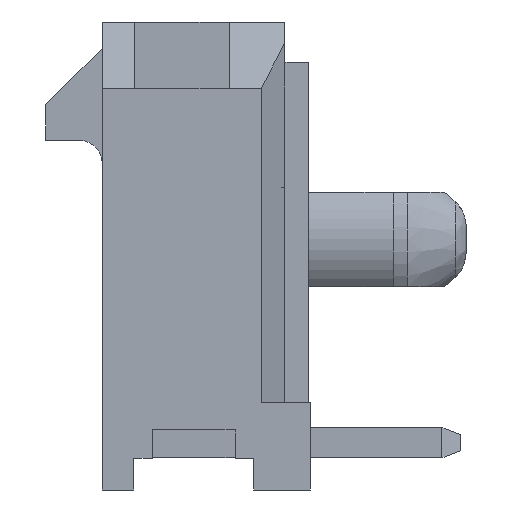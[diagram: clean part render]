
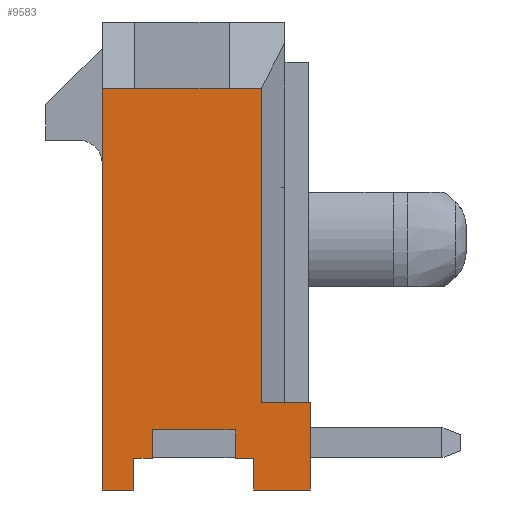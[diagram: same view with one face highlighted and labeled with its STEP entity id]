
A CAD part, left-side view. The second image highlights one B-rep face of the part: STEP entity #9583.
In plain terms, the highlighted planar face has unit normal (-1, 0, 0).
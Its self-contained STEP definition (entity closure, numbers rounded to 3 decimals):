
#785=DIRECTION('',(0.,-1.,0.));
#786=VECTOR('',#785,1.75);
#787=CARTESIAN_POINT('',(-19.825,0.875,-3.68));
#788=LINE('',#787,#786);
#789=DIRECTION('',(0.,0.,-1.));
#790=VECTOR('',#789,0.6);
#791=CARTESIAN_POINT('',(-19.825,0.875,-3.68));
#792=LINE('',#791,#790);
#793=DIRECTION('',(0.,1.,0.));
#794=VECTOR('',#793,0.395);
#795=CARTESIAN_POINT('',(-19.825,0.875,-4.28));
#796=LINE('',#795,#794);
#797=DIRECTION('',(0.,0.,-1.));
#798=VECTOR('',#797,0.67);
#799=CARTESIAN_POINT('',(-19.825,1.27,-4.28));
#800=LINE('',#799,#798);
#801=DIRECTION('',(0.,1.,0.));
#802=VECTOR('',#801,0.66);
#803=CARTESIAN_POINT('',(-19.825,1.27,-4.95));
#804=LINE('',#803,#802);
#805=DIRECTION('',(0.,0.,1.));
#806=VECTOR('',#805,8.5);
#807=CARTESIAN_POINT('',(-19.825,1.93,-4.95));
#808=LINE('',#807,#806);
#809=DIRECTION('',(0.,1.,0.));
#810=VECTOR('',#809,0.68);
#811=CARTESIAN_POINT('',(-19.825,1.25,3.55));
#812=LINE('',#811,#810);
#813=DIRECTION('',(0.,1.,0.));
#814=VECTOR('',#813,2.);
#815=CARTESIAN_POINT('',(-19.825,-0.75,3.55));
#816=LINE('',#815,#814);
#817=DIRECTION('',(0.,1.,0.));
#818=VECTOR('',#817,0.68);
#819=CARTESIAN_POINT('',(-19.825,-1.43,3.55));
#820=LINE('',#819,#818);
#821=DIRECTION('',(0.,0.,1.));
#822=VECTOR('',#821,6.65);
#823=CARTESIAN_POINT('',(-19.825,-1.43,-3.1));
#824=LINE('',#823,#822);
#825=DIRECTION('',(0.,0.,-1.));
#826=VECTOR('',#825,1.85);
#827=CARTESIAN_POINT('',(-19.825,-2.47,-3.1));
#828=LINE('',#827,#826);
#829=DIRECTION('',(0.,1.,0.));
#830=VECTOR('',#829,1.2);
#831=CARTESIAN_POINT('',(-19.825,-2.47,-4.95));
#832=LINE('',#831,#830);
#833=DIRECTION('',(0.,0.,1.));
#834=VECTOR('',#833,0.67);
#835=CARTESIAN_POINT('',(-19.825,-1.27,-4.95));
#836=LINE('',#835,#834);
#837=DIRECTION('',(0.,1.,0.));
#838=VECTOR('',#837,0.395);
#839=CARTESIAN_POINT('',(-19.825,-1.27,-4.28));
#840=LINE('',#839,#838);
#841=DIRECTION('',(0.,0.,-1.));
#842=VECTOR('',#841,0.6);
#843=CARTESIAN_POINT('',(-19.825,-0.875,-3.68));
#844=LINE('',#843,#842);
#2129=DIRECTION('',(0.,1.,0.));
#2130=VECTOR('',#2129,1.04);
#2131=CARTESIAN_POINT('',(-19.825,-2.47,-3.1));
#2132=LINE('',#2131,#2130);
#6537=CARTESIAN_POINT('',(-19.825,-2.47,-3.1));
#6538=CARTESIAN_POINT('',(-19.825,-2.47,-4.95));
#6539=VERTEX_POINT('',#6537);
#6540=VERTEX_POINT('',#6538);
#6541=CARTESIAN_POINT('',(-19.825,-1.27,-4.95));
#6542=VERTEX_POINT('',#6541);
#6549=CARTESIAN_POINT('',(-19.825,-1.27,-4.28));
#6550=VERTEX_POINT('',#6549);
#6551=CARTESIAN_POINT('',(-19.825,1.27,-4.28));
#6552=CARTESIAN_POINT('',(-19.825,1.27,-4.95));
#6553=VERTEX_POINT('',#6551);
#6554=VERTEX_POINT('',#6552);
#6555=CARTESIAN_POINT('',(-19.825,1.93,-4.95));
#6556=VERTEX_POINT('',#6555);
#6581=CARTESIAN_POINT('',(-19.825,-0.75,3.55));
#6582=CARTESIAN_POINT('',(-19.825,1.25,3.55));
#6583=VERTEX_POINT('',#6581);
#6584=VERTEX_POINT('',#6582);
#6635=CARTESIAN_POINT('',(-19.825,-0.875,-4.28));
#6637=VERTEX_POINT('',#6635);
#6639=CARTESIAN_POINT('',(-19.825,0.875,-4.28));
#6641=VERTEX_POINT('',#6639);
#6681=CARTESIAN_POINT('',(-19.825,0.875,-3.68));
#6683=VERTEX_POINT('',#6681);
#6967=CARTESIAN_POINT('',(-19.825,1.93,3.55));
#6969=VERTEX_POINT('',#6967);
#6983=CARTESIAN_POINT('',(-19.825,-1.43,3.55));
#6984=VERTEX_POINT('',#6983);
#6987=CARTESIAN_POINT('',(-19.825,-0.875,-3.68));
#6988=VERTEX_POINT('',#6987);
#7031=CARTESIAN_POINT('',(-19.825,-1.43,-3.1));
#7032=VERTEX_POINT('',#7031);
#9547=CARTESIAN_POINT('',(-19.825,0.,0.));
#9548=DIRECTION('',(1.,0.,0.));
#9549=DIRECTION('',(0.,0.,-1.));
#9550=AXIS2_PLACEMENT_3D('',#9547,#9548,#9549);
#9551=PLANE('',#9550);
#9553=ORIENTED_EDGE('',*,*,#9552,.F.);
#9555=ORIENTED_EDGE('',*,*,#9554,.T.);
#9556=ORIENTED_EDGE('',*,*,#9110,.T.);
#9558=ORIENTED_EDGE('',*,*,#9557,.T.);
#9560=ORIENTED_EDGE('',*,*,#9559,.T.);
#9562=ORIENTED_EDGE('',*,*,#9561,.T.);
#9564=ORIENTED_EDGE('',*,*,#9563,.F.);
#9566=ORIENTED_EDGE('',*,*,#9565,.F.);
#9568=ORIENTED_EDGE('',*,*,#9567,.F.);
#9570=ORIENTED_EDGE('',*,*,#9569,.F.);
#9572=ORIENTED_EDGE('',*,*,#9571,.F.);
#9574=ORIENTED_EDGE('',*,*,#9573,.T.);
#9576=ORIENTED_EDGE('',*,*,#9575,.T.);
#9578=ORIENTED_EDGE('',*,*,#9577,.T.);
#9579=ORIENTED_EDGE('',*,*,#9090,.T.);
#9580=ORIENTED_EDGE('',*,*,#8770,.F.);
#9581=EDGE_LOOP('',(#9553,#9555,#9556,#9558,#9560,#9562,#9564,#9566,#9568,#9570,
#9572,#9574,#9576,#9578,#9579,#9580));
#9582=FACE_OUTER_BOUND('',#9581,.F.);
#9583=ADVANCED_FACE('',(#9582),#9551,.F.);
#8770=EDGE_CURVE('',#6988,#6637,#844,.T.);
#9090=EDGE_CURVE('',#6550,#6637,#840,.T.);
#9110=EDGE_CURVE('',#6641,#6553,#796,.T.);
#9552=EDGE_CURVE('',#6683,#6988,#788,.T.);
#9554=EDGE_CURVE('',#6683,#6641,#792,.T.);
#9557=EDGE_CURVE('',#6553,#6554,#800,.T.);
#9559=EDGE_CURVE('',#6554,#6556,#804,.T.);
#9561=EDGE_CURVE('',#6556,#6969,#808,.T.);
#9563=EDGE_CURVE('',#6584,#6969,#812,.T.);
#9565=EDGE_CURVE('',#6583,#6584,#816,.T.);
#9567=EDGE_CURVE('',#6984,#6583,#820,.T.);
#9569=EDGE_CURVE('',#7032,#6984,#824,.T.);
#9571=EDGE_CURVE('',#6539,#7032,#2132,.T.);
#9573=EDGE_CURVE('',#6539,#6540,#828,.T.);
#9575=EDGE_CURVE('',#6540,#6542,#832,.T.);
#9577=EDGE_CURVE('',#6542,#6550,#836,.T.);
